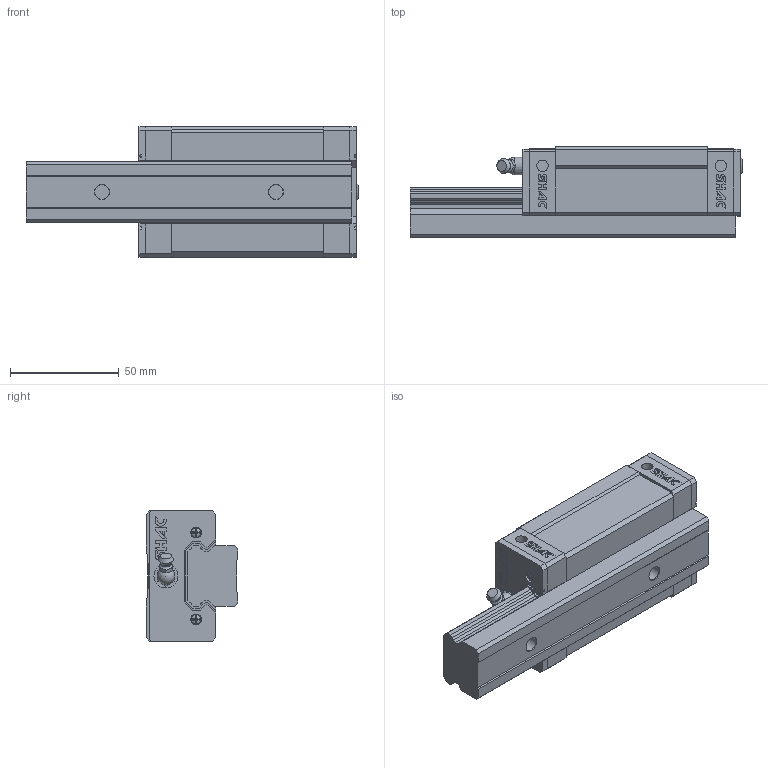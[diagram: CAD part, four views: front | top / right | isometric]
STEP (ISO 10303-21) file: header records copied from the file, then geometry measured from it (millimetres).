
FILE_DESCRIPTION(/* description */ ('STEP AP214'),/* implementation_level */ '2;1');
FILE_NAME(/* name */ 'GEH30CA1T150Z0H-35_35(1_)',/* time_stamp */ '2025-09-03T13:55:20+02:00',/* author */ ('License CC BY-ND 4.0'),/* organization */ ('CADENAS'),/* preprocessor_version */ 'ST-DEVELOPER v19.3',/* originating_system */ 'PARTsolutions',/* authorisation */ ' ');
FILE_SCHEMA (('AUTOMOTIVE_DESIGN {1 0 10303 214 3 1 1}'));
Length unit declared in the file: millimetre
Products named in the file (8): GEH30CA1T150Z0H-35/35(1_); GE30CT150-35/35(2)_RAIL; GEH30CA_slider; GEC30_C; GEC30_P; GH30_SCREW; GH30_BOLT; GH30-_G
Assembly tree (12 placements, depth 2):
  GEH30CA1T150Z0H-35/35(1_)
    GE30CT150-35/35(2)_RAIL
    GEH30CA_slider
    GEC30_C  x2
    GEC30_P  x2
    GH30_SCREW  x4
    GH30_BOLT
    GH30-_G
Bounding box: 152.8 x 42 x 60 mm (x, y, z)
Volume: 240385.1 mm3; surface area: 56195.3 mm2
Topology: 12 solids, 12 shells, 738 faces, 1960 edges, 1296 vertices
Faces by surface type: plane 605, cylinder 99, cone 22, torus 7, sphere 5
Full cylindrical faces by diameter (mm): 2.2 x4, 4.5 x1, 4.65 x4, 5 x4, 5.2 x4, 6 x2, 6.5 x2, 6.647 x6, 7.1 x2, 8 x1, 8.2 x1, 11 x2
Entity records: 13553 total; most frequent: CARTESIAN_POINT 2438, ORIENTED_EDGE 2246, DIRECTION 2164, EDGE_CURVE 1123, LINE 934, VECTOR 934, VERTEX_POINT 763, AXIS2_PLACEMENT_3D 615
